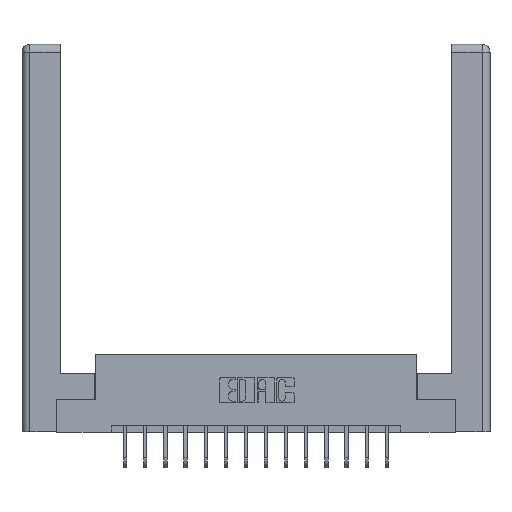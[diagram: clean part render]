
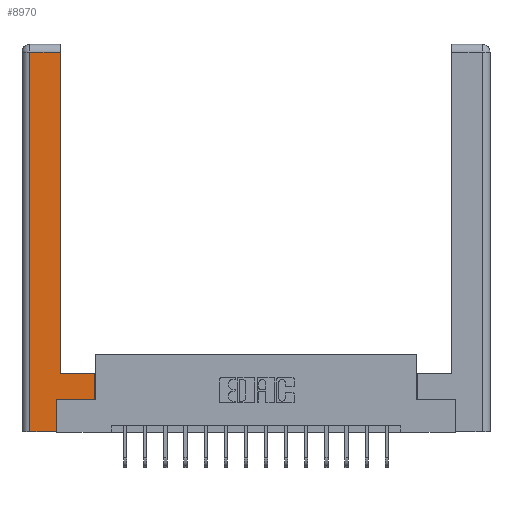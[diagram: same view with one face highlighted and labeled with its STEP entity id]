
A CAD part, top view. The second image highlights one B-rep face of the part: STEP entity #8970.
In plain terms, the highlighted planar face has unit normal (0, 0, 1).
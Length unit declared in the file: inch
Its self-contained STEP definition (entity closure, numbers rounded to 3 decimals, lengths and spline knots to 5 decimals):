
#119 = CARTESIAN_POINT ( 'NONE',  ( 0.265, 0., 0. ) ) ;
#140 = CARTESIAN_POINT ( 'NONE',  ( 0.565, 0.45, 0. ) ) ;
#157 = EDGE_CURVE ( 'NONE', #8521, #16760, #11482, .T. ) ;
#276 = EDGE_CURVE ( 'NONE', #16760, #10674, #14256, .T. ) ;
#821 = ORIENTED_EDGE ( 'NONE', *, *, #15799, .T. ) ;
#1237 = FACE_OUTER_BOUND ( 'NONE', #5022, .T. ) ;
#1369 = AXIS2_PLACEMENT_3D ( 'NONE', #10363, #1594, #11553 ) ;
#1447 = CARTESIAN_POINT ( 'NONE',  ( 0.295, 2.94, 0. ) ) ;
#1594 = DIRECTION ( 'NONE',  ( 0., 0., -1. ) ) ;
#1770 = CARTESIAN_POINT ( 'NONE',  ( 0.565, 0.245, 0. ) ) ;
#1795 = EDGE_CURVE ( 'NONE', #9795, #8766, #13276, .T. ) ;
#1800 = VECTOR ( 'NONE', #3819, 39.37008 ) ;
#2042 = LINE ( 'NONE', #17045, #13729 ) ;
#2096 = CARTESIAN_POINT ( 'NONE',  ( 0.0615, 0., 0. ) ) ;
#2298 = EDGE_CURVE ( 'NONE', #8766, #4017, #17605, .T. ) ;
#2718 = DIRECTION ( 'NONE',  ( 0., 1., 0. ) ) ;
#3819 = DIRECTION ( 'NONE',  ( 0., 1., 0. ) ) ;
#3838 = DIRECTION ( 'NONE',  ( 1., 0., 0. ) ) ;
#4017 = VERTEX_POINT ( 'NONE', #140 ) ;
#4802 = DIRECTION ( 'NONE',  ( -1., 0., 0. ) ) ;
#5022 = EDGE_LOOP ( 'NONE', ( #10582, #6966, #6689, #11764, #5387, #12577, #14576, #821 ) ) ;
#5327 = CARTESIAN_POINT ( 'NONE',  ( 0.0615, 0., 0. ) ) ;
#5387 = ORIENTED_EDGE ( 'NONE', *, *, #8795, .T. ) ;
#5841 = PLANE ( 'NONE',  #1369 ) ;
#6461 = CARTESIAN_POINT ( 'NONE',  ( 0.295, 0.45, 0. ) ) ;
#6594 = DIRECTION ( 'NONE',  ( 0., -1., 0. ) ) ;
#6689 = ORIENTED_EDGE ( 'NONE', *, *, #276, .T. ) ;
#6845 = CARTESIAN_POINT ( 'NONE',  ( 0.295, 3., 0. ) ) ;
#6966 = ORIENTED_EDGE ( 'NONE', *, *, #157, .T. ) ;
#8019 = VECTOR ( 'NONE', #10161, 39.37008 ) ;
#8025 = LINE ( 'NONE', #6845, #9389 ) ;
#8521 = VERTEX_POINT ( 'NONE', #1447 ) ;
#8766 = VERTEX_POINT ( 'NONE', #1770 ) ;
#8795 = EDGE_CURVE ( 'NONE', #15447, #9795, #15189, .T. ) ;
#8970 = ADVANCED_FACE ( 'NONE', ( #1237 ), #5841, .F. ) ;
#9389 = VECTOR ( 'NONE', #2718, 39.37008 ) ;
#9795 = VERTEX_POINT ( 'NONE', #15042 ) ;
#10161 = DIRECTION ( 'NONE',  ( 1., 0., 0. ) ) ;
#10363 = CARTESIAN_POINT ( 'NONE',  ( 0., 0., 0. ) ) ;
#10370 = VECTOR ( 'NONE', #4802, 39.37008 ) ;
#10487 = VECTOR ( 'NONE', #14251, 39.37008 ) ;
#10582 = ORIENTED_EDGE ( 'NONE', *, *, #11089, .T. ) ;
#10674 = VERTEX_POINT ( 'NONE', #5327 ) ;
#11089 = EDGE_CURVE ( 'NONE', #12922, #8521, #8025, .T. ) ;
#11482 = LINE ( 'NONE', #16435, #10370 ) ;
#11553 = DIRECTION ( 'NONE',  ( -1., 0., 0. ) ) ;
#11764 = ORIENTED_EDGE ( 'NONE', *, *, #11989, .T. ) ;
#11987 = VECTOR ( 'NONE', #15649, 39.37008 ) ;
#11989 = EDGE_CURVE ( 'NONE', #10674, #15447, #2042, .T. ) ;
#12577 = ORIENTED_EDGE ( 'NONE', *, *, #1795, .T. ) ;
#12922 = VERTEX_POINT ( 'NONE', #6461 ) ;
#13265 = CARTESIAN_POINT ( 'NONE',  ( 0.295, 0.45, 0. ) ) ;
#13276 = LINE ( 'NONE', #14517, #8019 ) ;
#13729 = VECTOR ( 'NONE', #3838, 39.37008 ) ;
#14251 = DIRECTION ( 'NONE',  ( -1., 0., 0. ) ) ;
#14256 = LINE ( 'NONE', #2096, #14475 ) ;
#14324 = CARTESIAN_POINT ( 'NONE',  ( 0.265, 0.245, 0. ) ) ;
#14475 = VECTOR ( 'NONE', #6594, 39.37008 ) ;
#14517 = CARTESIAN_POINT ( 'NONE',  ( 0.565, 0.245, 0. ) ) ;
#14576 = ORIENTED_EDGE ( 'NONE', *, *, #2298, .T. ) ;
#15042 = CARTESIAN_POINT ( 'NONE',  ( 0.265, 0.245, 0. ) ) ;
#15189 = LINE ( 'NONE', #14324, #11987 ) ;
#15371 = CARTESIAN_POINT ( 'NONE',  ( 0.565, 0.45, 0. ) ) ;
#15447 = VERTEX_POINT ( 'NONE', #119 ) ;
#15649 = DIRECTION ( 'NONE',  ( 0., 1., 0. ) ) ;
#15799 = EDGE_CURVE ( 'NONE', #4017, #12922, #18262, .T. ) ;
#16435 = CARTESIAN_POINT ( 'NONE',  ( 0.0615, 2.94, 0. ) ) ;
#16760 = VERTEX_POINT ( 'NONE', #17305 ) ;
#17045 = CARTESIAN_POINT ( 'NONE',  ( 0.265, 0., 0. ) ) ;
#17305 = CARTESIAN_POINT ( 'NONE',  ( 0.0615, 2.94, 0. ) ) ;
#17605 = LINE ( 'NONE', #15371, #1800 ) ;
#18262 = LINE ( 'NONE', #13265, #10487 ) ;
